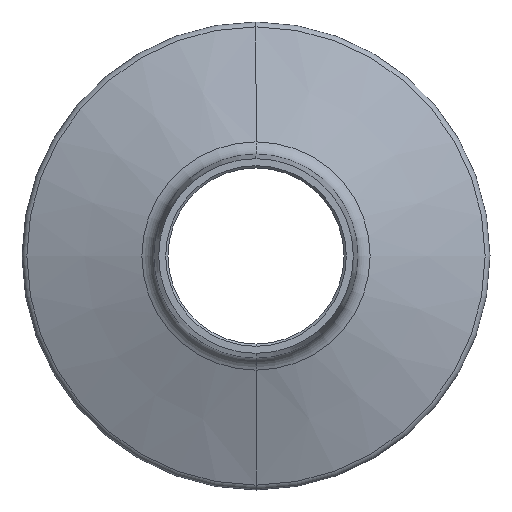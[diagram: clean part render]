
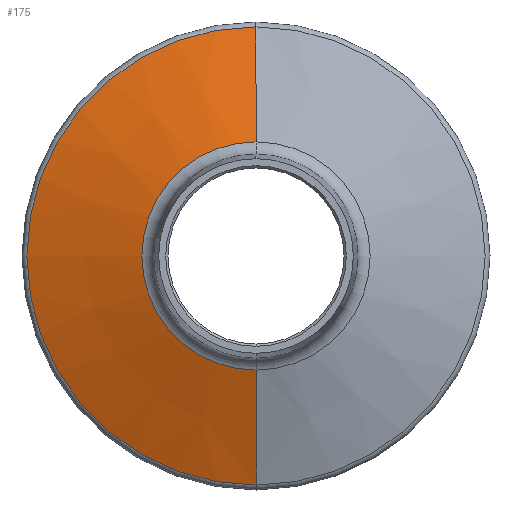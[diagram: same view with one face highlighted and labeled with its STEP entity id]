
A CAD part, left-side view. The second image highlights one B-rep face of the part: STEP entity #175.
In plain terms, the highlighted conical face has half-angle 70 degrees and reference radius 24.724 mm.
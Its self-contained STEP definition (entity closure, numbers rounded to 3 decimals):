
#9 = CARTESIAN_POINT ( 'NONE',  ( -3.042, 0., 0. ) ) ;
#27 = DIRECTION ( 'NONE',  ( 1., 0., 0. ) ) ;
#78 = DIRECTION ( 'NONE',  ( 0.342, 0., -0.94 ) ) ;
#95 = AXIS2_PLACEMENT_3D ( 'NONE', #9, #775, #389 ) ;
#109 = AXIS2_PLACEMENT_3D ( 'NONE', #402, #27, #219 ) ;
#124 = CARTESIAN_POINT ( 'NONE',  ( -3.042, 0., 0. ) ) ;
#125 = FACE_OUTER_BOUND ( 'NONE', #251, .T. ) ;
#130 = VECTOR ( 'NONE', #525, 1000. ) ;
#175 = ADVANCED_FACE ( 'NONE', ( #125 ), #904, .T. ) ;
#190 = ORIENTED_EDGE ( 'NONE', *, *, #362, .T. ) ;
#219 = DIRECTION ( 'NONE',  ( 0., 0., -1. ) ) ;
#245 = CARTESIAN_POINT ( 'NONE',  ( -3.042, 0., 24.724 ) ) ;
#251 = EDGE_LOOP ( 'NONE', ( #877, #190, #1160, #345 ) ) ;
#271 = AXIS2_PLACEMENT_3D ( 'NONE', #124, #888, #682 ) ;
#310 = EDGE_CURVE ( 'NONE', #350, #856, #831, .T. ) ;
#345 = ORIENTED_EDGE ( 'NONE', *, *, #310, .F. ) ;
#346 = CARTESIAN_POINT ( 'NONE',  ( -7.558, 0., -12.316 ) ) ;
#348 = CARTESIAN_POINT ( 'NONE',  ( -3.042, 0., 24.724 ) ) ;
#350 = VERTEX_POINT ( 'NONE', #346 ) ;
#362 = EDGE_CURVE ( 'NONE', #509, #1103, #1180, .T. ) ;
#366 = EDGE_CURVE ( 'NONE', #350, #509, #1093, .T. ) ;
#389 = DIRECTION ( 'NONE',  ( 0., 0., -1. ) ) ;
#402 = CARTESIAN_POINT ( 'NONE',  ( -7.558, 0., 0. ) ) ;
#456 = CIRCLE ( 'NONE', #271, 24.724 ) ;
#509 = VERTEX_POINT ( 'NONE', #792 ) ;
#525 = DIRECTION ( 'NONE',  ( 0.342, 0., 0.94 ) ) ;
#682 = DIRECTION ( 'NONE',  ( 0., 0., -1. ) ) ;
#775 = DIRECTION ( 'NONE',  ( 1., 0., 0. ) ) ;
#780 = CARTESIAN_POINT ( 'NONE',  ( -3.042, 0., -24.724 ) ) ;
#792 = CARTESIAN_POINT ( 'NONE',  ( -7.558, 0., 12.316 ) ) ;
#831 = LINE ( 'NONE', #1203, #1156 ) ;
#856 = VERTEX_POINT ( 'NONE', #780 ) ;
#877 = ORIENTED_EDGE ( 'NONE', *, *, #366, .T. ) ;
#888 = DIRECTION ( 'NONE',  ( 1., 0., 0. ) ) ;
#904 = CONICAL_SURFACE ( 'NONE', #95, 24.724, 1.222 ) ;
#924 = EDGE_CURVE ( 'NONE', #856, #1103, #456, .T. ) ;
#1093 = CIRCLE ( 'NONE', #109, 12.316 ) ;
#1103 = VERTEX_POINT ( 'NONE', #348 ) ;
#1156 = VECTOR ( 'NONE', #78, 1000. ) ;
#1160 = ORIENTED_EDGE ( 'NONE', *, *, #924, .F. ) ;
#1180 = LINE ( 'NONE', #245, #130 ) ;
#1203 = CARTESIAN_POINT ( 'NONE',  ( -3.042, 0., -24.724 ) ) ;
